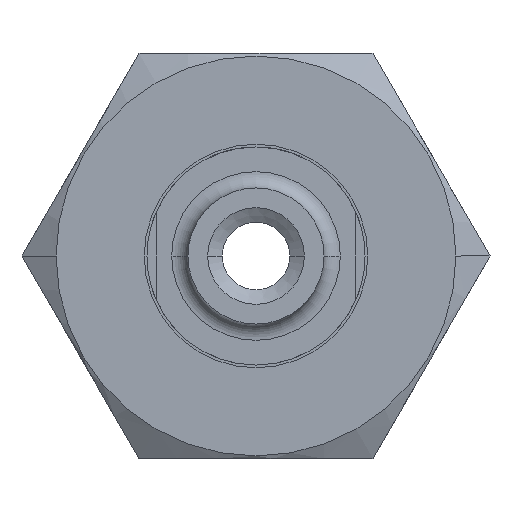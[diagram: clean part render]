
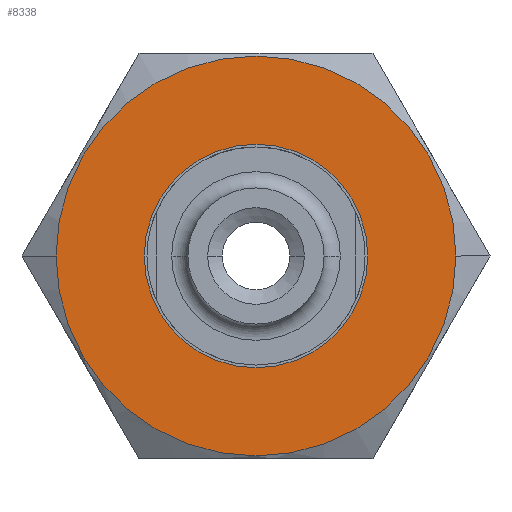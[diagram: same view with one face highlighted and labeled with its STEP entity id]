
A CAD part, left-side view. The second image highlights one B-rep face of the part: STEP entity #8338.
In plain terms, the highlighted planar face has unit normal (-1, 0, 0).
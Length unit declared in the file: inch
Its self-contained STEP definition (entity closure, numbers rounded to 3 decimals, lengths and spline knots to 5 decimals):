
#191 = DIRECTION ( 'NONE',  ( -1., 0., 0. ) ) ;
#198 = CARTESIAN_POINT ( 'NONE',  ( -0.6325, 0., 0. ) ) ;
#206 = DIRECTION ( 'NONE',  ( 0., 1., 0. ) ) ;
#459 = CIRCLE ( 'NONE', #8740, 0.20675 ) ;
#1088 = VERTEX_POINT ( 'NONE', #6913 ) ;
#1326 = CARTESIAN_POINT ( 'NONE',  ( -0.6325, -0.37, 0. ) ) ;
#1418 = CIRCLE ( 'NONE', #10290, 0.37 ) ;
#1419 = VERTEX_POINT ( 'NONE', #1326 ) ;
#1441 = DIRECTION ( 'NONE',  ( 0., 1., 0. ) ) ;
#1929 = AXIS2_PLACEMENT_3D ( 'NONE', #9688, #191, #10364 ) ;
#2027 = CARTESIAN_POINT ( 'NONE',  ( -0.6325, 0.37, 0. ) ) ;
#3592 = CARTESIAN_POINT ( 'NONE',  ( -0.6325, -0.20675, 0. ) ) ;
#4206 = DIRECTION ( 'NONE',  ( 0., 1., 0. ) ) ;
#4345 = DIRECTION ( 'NONE',  ( 1., 0., 0. ) ) ;
#4595 = CARTESIAN_POINT ( 'NONE',  ( -0.6325, 0., 0. ) ) ;
#4853 = EDGE_CURVE ( 'NONE', #1088, #9295, #9718, .T. ) ;
#4955 = ORIENTED_EDGE ( 'NONE', *, *, #4853, .T. ) ;
#5061 = ORIENTED_EDGE ( 'NONE', *, *, #10191, .T. ) ;
#5356 = DIRECTION ( 'NONE',  ( 1., 0., 0. ) ) ;
#6913 = CARTESIAN_POINT ( 'NONE',  ( -0.6325, 0.20675, 0. ) ) ;
#7543 = CARTESIAN_POINT ( 'NONE',  ( -0.6325, 0., 0. ) ) ;
#8011 = ORIENTED_EDGE ( 'NONE', *, *, #12587, .F. ) ;
#8338 = ADVANCED_FACE ( 'NONE', ( #12223, #11102 ), #12846, .T. ) ;
#8740 = AXIS2_PLACEMENT_3D ( 'NONE', #4595, #11763, #1441 ) ;
#9295 = VERTEX_POINT ( 'NONE', #3592 ) ;
#9376 = CARTESIAN_POINT ( 'NONE',  ( -0.6325, 0., 0. ) ) ;
#9642 = CIRCLE ( 'NONE', #9781, 0.37 ) ;
#9685 = EDGE_LOOP ( 'NONE', ( #4955, #5061 ) ) ;
#9688 = CARTESIAN_POINT ( 'NONE',  ( -0.6325, 0.20675, 0. ) ) ;
#9718 = CIRCLE ( 'NONE', #11132, 0.20675 ) ;
#9781 = AXIS2_PLACEMENT_3D ( 'NONE', #9376, #4345, #206 ) ;
#10008 = EDGE_LOOP ( 'NONE', ( #8011, #12652 ) ) ;
#10191 = EDGE_CURVE ( 'NONE', #9295, #1088, #459, .T. ) ;
#10290 = AXIS2_PLACEMENT_3D ( 'NONE', #7543, #10536, #11558 ) ;
#10364 = DIRECTION ( 'NONE',  ( 0., -1., 0. ) ) ;
#10536 = DIRECTION ( 'NONE',  ( 1., 0., 0. ) ) ;
#10938 = VERTEX_POINT ( 'NONE', #2027 ) ;
#11102 = FACE_OUTER_BOUND ( 'NONE', #10008, .T. ) ;
#11132 = AXIS2_PLACEMENT_3D ( 'NONE', #198, #5356, #4206 ) ;
#11138 = EDGE_CURVE ( 'NONE', #1419, #10938, #1418, .T. ) ;
#11558 = DIRECTION ( 'NONE',  ( 0., 1., 0. ) ) ;
#11763 = DIRECTION ( 'NONE',  ( 1., 0., 0. ) ) ;
#12223 = FACE_BOUND ( 'NONE', #9685, .T. ) ;
#12587 = EDGE_CURVE ( 'NONE', #10938, #1419, #9642, .T. ) ;
#12652 = ORIENTED_EDGE ( 'NONE', *, *, #11138, .F. ) ;
#12846 = PLANE ( 'NONE',  #1929 ) ;
